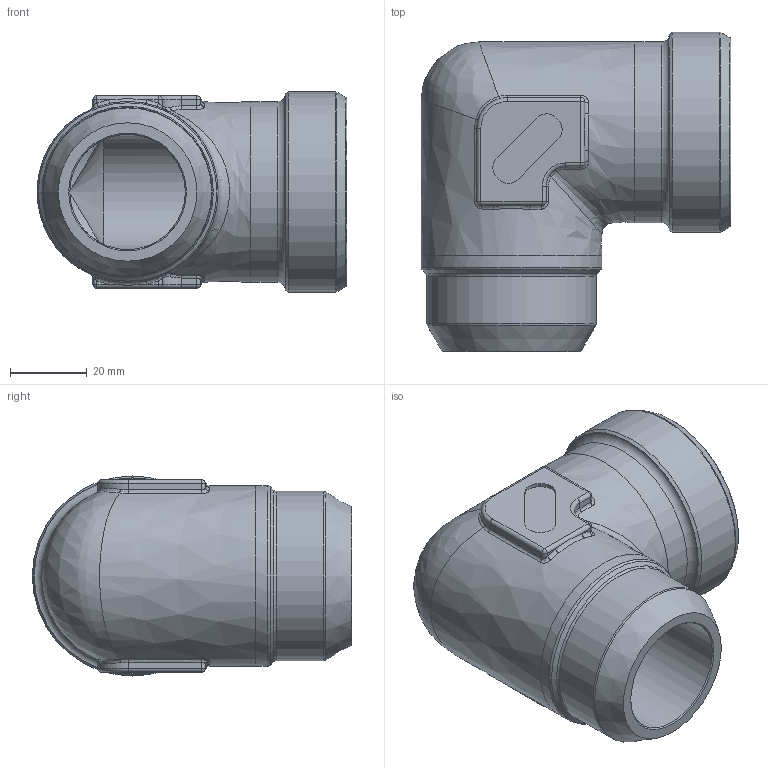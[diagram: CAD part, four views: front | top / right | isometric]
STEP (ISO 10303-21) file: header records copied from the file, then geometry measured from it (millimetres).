
FILE_DESCRIPTION(/* description */ (''),/* implementation_level */ '2;1');
FILE_NAME(/* name */ 'X-WAV38.stp',/* time_stamp */ '2025-01-16T11:44:38+01:00',/* author */ (''),/* organization */ (''),/* preprocessor_version */ 'ST-DEVELOPER v16',/* originating_system */ 'SIEMENS PLM Software NX 10.0',/* authorisation */ '');
FILE_SCHEMA (('AP203_CONFIGURATION_CONTROLLED_3D_DESIGN_OF_MECHANICAL_PARTS_AND_ASSEMBLIES_MIM_LF { 1 0 10303 403 2 1 2}'));
Length unit declared in the file: millimetre
Products named in the file (1): nwer41844EE665w8
Bounding box: 80.5 x 83 x 52 mm (x, y, z)
Volume: 111034.1 mm3; surface area: 29793.5 mm2
Topology: 1 solids, 1 shells, 145 faces, 343 edges, 195 vertices
Faces by surface type: bspline 45, cylinder 39, plane 32, torus 11, cone 10, sphere 8
Full cylindrical faces by diameter (mm): 30 x2, 38.345 x1, 44 x1, 47 x2, 52 x1
Entity records: 4860 total; most frequent: CARTESIAN_POINT 1942, ORIENTED_EDGE 600, DIRECTION 540, EDGE_CURVE 300, AXIS2_PLACEMENT_3D 228, VERTEX_POINT 186, EDGE_LOOP 173, ADVANCED_FACE 144
